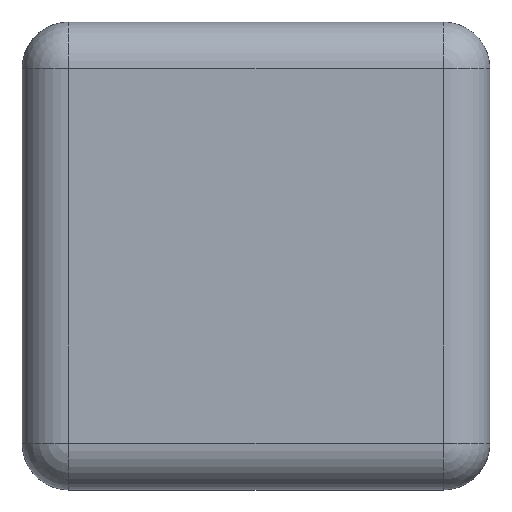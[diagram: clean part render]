
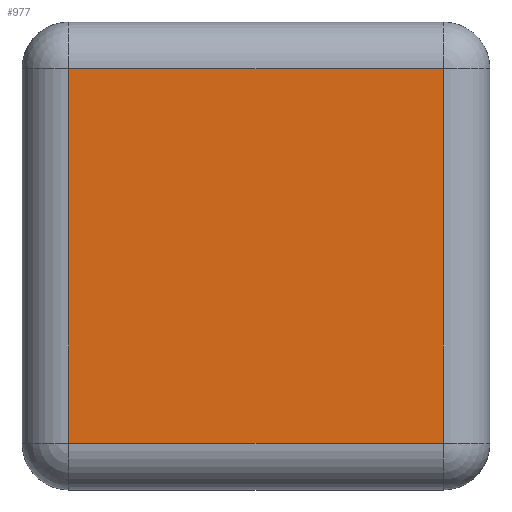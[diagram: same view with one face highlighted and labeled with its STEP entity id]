
A CAD part, top view. The second image highlights one B-rep face of the part: STEP entity #977.
In plain terms, the highlighted planar face has unit normal (0, 0, 1).
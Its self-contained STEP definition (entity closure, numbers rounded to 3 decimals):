
#69=LINE('',#1528,#164);
#75=LINE('',#1541,#170);
#83=LINE('',#1556,#178);
#89=LINE('',#1567,#184);
#164=VECTOR('',#1205,1000.);
#170=VECTOR('',#1217,1000.);
#178=VECTOR('',#1231,1000.);
#184=VECTOR('',#1243,1000.);
#259=PLANE('',#1088);
#314=FACE_OUTER_BOUND('',#371,.T.);
#371=EDGE_LOOP('',(#915,#916,#917,#918));
#442=VERTEX_POINT('',#1476);
#450=VERTEX_POINT('',#1497);
#455=VERTEX_POINT('',#1510);
#456=VERTEX_POINT('',#1514);
#560=EDGE_CURVE('',#456,#455,#69,.T.);
#566=EDGE_CURVE('',#450,#442,#75,.T.);
#574=EDGE_CURVE('',#442,#456,#83,.T.);
#580=EDGE_CURVE('',#455,#450,#89,.T.);
#915=ORIENTED_EDGE('',*,*,#580,.T.);
#916=ORIENTED_EDGE('',*,*,#566,.T.);
#917=ORIENTED_EDGE('',*,*,#574,.T.);
#918=ORIENTED_EDGE('',*,*,#560,.T.);
#977=ADVANCED_FACE('',(#314),#259,.T.);
#1088=AXIS2_PLACEMENT_3D('',#1722,#1366,#1367);
#1205=DIRECTION('',(0.,1.,0.));
#1217=DIRECTION('',(0.,-1.,0.));
#1231=DIRECTION('',(1.,0.,0.));
#1243=DIRECTION('',(-1.,0.,0.));
#1366=DIRECTION('center_axis',(0.,0.,
1.));
#1367=DIRECTION('ref_axis',(1.,0.,0.));
#1476=CARTESIAN_POINT('',(-8.,-8.,2.5));
#1497=CARTESIAN_POINT('',(-8.,8.,2.5));
#1510=CARTESIAN_POINT('',(8.,8.,2.5));
#1514=CARTESIAN_POINT('',(8.,-8.,2.5));
#1528=CARTESIAN_POINT('',(8.,-8.,2.5));
#1541=CARTESIAN_POINT('',(-8.,8.,2.5));
#1556=CARTESIAN_POINT('',(-8.,-8.,2.5));
#1567=CARTESIAN_POINT('',(8.,8.,2.5));
#1722=CARTESIAN_POINT('Origin',(0.,0.,2.5));
